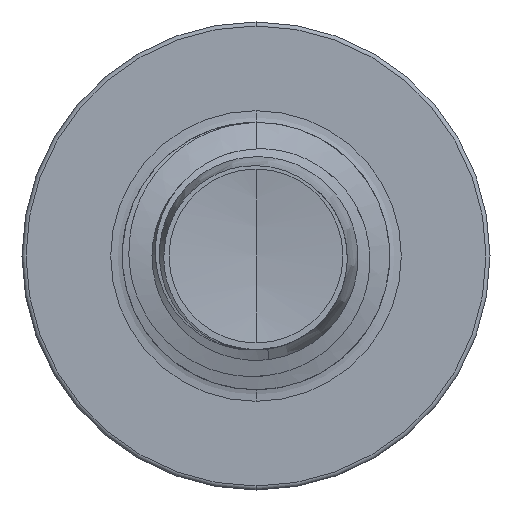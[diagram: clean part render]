
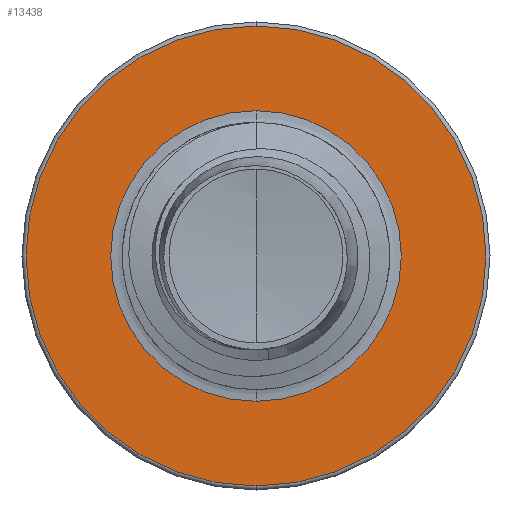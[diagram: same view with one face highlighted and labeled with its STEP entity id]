
A CAD part, front view. The second image highlights one B-rep face of the part: STEP entity #13438.
In plain terms, the highlighted planar face has unit normal (0, -1, 0).
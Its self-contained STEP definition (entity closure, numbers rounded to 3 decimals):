
#494 = DIRECTION ( 'NONE',  ( 0., 1., 0. ) ) ;
#578 = CARTESIAN_POINT ( 'NONE',  ( 0., 4.5, -2.174 ) ) ;
#803 = AXIS2_PLACEMENT_3D ( 'NONE', #8176, #494, #9468 ) ;
#1797 = AXIS2_PLACEMENT_3D ( 'NONE', #578, #5693, #12104 ) ;
#1951 = DIRECTION ( 'NONE',  ( 0., 1., 0. ) ) ;
#2565 = VERTEX_POINT ( 'NONE', #15433 ) ;
#2787 = ORIENTED_EDGE ( 'NONE', *, *, #3000, .F. ) ;
#2902 = CIRCLE ( 'NONE', #15130, 2.174 ) ;
#2946 = EDGE_LOOP ( 'NONE', ( #13056, #2787 ) ) ;
#3000 = EDGE_CURVE ( 'NONE', #14292, #3794, #4353, .T. ) ;
#3781 = CARTESIAN_POINT ( 'NONE',  ( 0., 4.5, 0. ) ) ;
#3794 = VERTEX_POINT ( 'NONE', #4856 ) ;
#4316 = CIRCLE ( 'NONE', #803, 2.174 ) ;
#4353 = CIRCLE ( 'NONE', #11015, 3.44 ) ;
#4856 = CARTESIAN_POINT ( 'NONE',  ( 0., 4.5, 3.44 ) ) ;
#5089 = DIRECTION ( 'NONE',  ( 0., 0., 1. ) ) ;
#5393 = CARTESIAN_POINT ( 'NONE',  ( 0., 4.5, 0. ) ) ;
#5613 = CARTESIAN_POINT ( 'NONE',  ( 0., 4.5, -3.44 ) ) ;
#5693 = DIRECTION ( 'NONE',  ( 0., 1., 0. ) ) ;
#5854 = CARTESIAN_POINT ( 'NONE',  ( 0., 4.5, 2.174 ) ) ;
#5858 = AXIS2_PLACEMENT_3D ( 'NONE', #3781, #12725, #5089 ) ;
#6660 = DIRECTION ( 'NONE',  ( 0., 0., 1. ) ) ;
#6976 = ORIENTED_EDGE ( 'NONE', *, *, #10510, .T. ) ;
#7706 = EDGE_CURVE ( 'NONE', #3794, #14292, #13127, .T. ) ;
#8176 = CARTESIAN_POINT ( 'NONE',  ( 0., 4.5, 0. ) ) ;
#9468 = DIRECTION ( 'NONE',  ( 0., 0., 1. ) ) ;
#9633 = CARTESIAN_POINT ( 'NONE',  ( 0., 4.5, 0. ) ) ;
#9664 = EDGE_CURVE ( 'NONE', #13580, #2565, #2902, .T. ) ;
#10158 = ORIENTED_EDGE ( 'NONE', *, *, #9664, .T. ) ;
#10508 = FACE_BOUND ( 'NONE', #15365, .T. ) ;
#10510 = EDGE_CURVE ( 'NONE', #2565, #13580, #4316, .T. ) ;
#10832 = PLANE ( 'NONE',  #1797 ) ;
#10912 = DIRECTION ( 'NONE',  ( 0., 0., 1. ) ) ;
#11015 = AXIS2_PLACEMENT_3D ( 'NONE', #9633, #1951, #10912 ) ;
#12104 = DIRECTION ( 'NONE',  ( 0., 0., 1. ) ) ;
#12725 = DIRECTION ( 'NONE',  ( 0., 1., 0. ) ) ;
#13056 = ORIENTED_EDGE ( 'NONE', *, *, #7706, .F. ) ;
#13127 = CIRCLE ( 'NONE', #5858, 3.44 ) ;
#13438 = ADVANCED_FACE ( 'NONE', ( #13868, #10508 ), #10832, .F. ) ;
#13580 = VERTEX_POINT ( 'NONE', #5854 ) ;
#13868 = FACE_OUTER_BOUND ( 'NONE', #2946, .T. ) ;
#14287 = DIRECTION ( 'NONE',  ( 0., 1., 0. ) ) ;
#14292 = VERTEX_POINT ( 'NONE', #5613 ) ;
#15130 = AXIS2_PLACEMENT_3D ( 'NONE', #5393, #14287, #6660 ) ;
#15365 = EDGE_LOOP ( 'NONE', ( #10158, #6976 ) ) ;
#15433 = CARTESIAN_POINT ( 'NONE',  ( 0., 4.5, -2.174 ) ) ;
